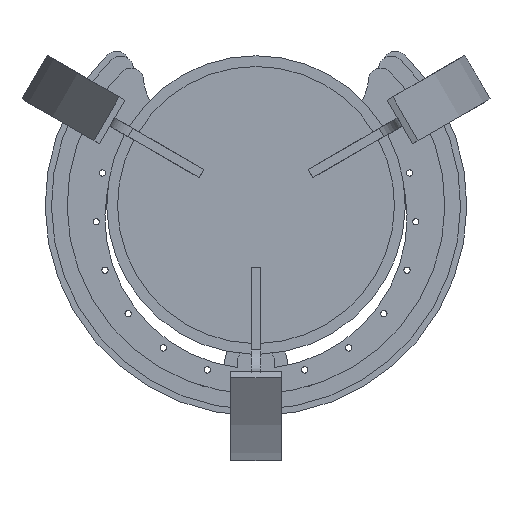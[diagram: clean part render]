
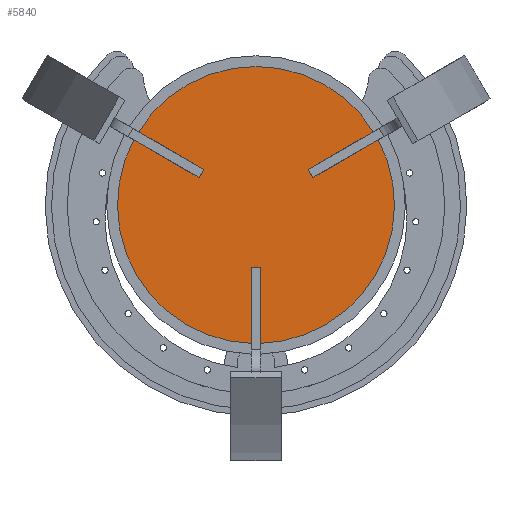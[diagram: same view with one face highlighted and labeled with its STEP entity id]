
A CAD part, front view. The second image highlights one B-rep face of the part: STEP entity #5840.
In plain terms, the highlighted planar face has unit normal (0, -1, 0).
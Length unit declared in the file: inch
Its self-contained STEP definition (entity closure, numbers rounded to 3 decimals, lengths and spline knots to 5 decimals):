
#749=CIRCLE('',#6442,11.);
#750=CIRCLE('',#6449,11.);
#751=CIRCLE('',#6456,11.);
#1043=FACE_OUTER_BOUND('',#1583,.T.);
#1583=EDGE_LOOP('',(#5315,#5316,#5317,#5318,#5319,#5320,#5321,#5322,#5323,
#5324,#5325,#5326));
#1993=LINE('',#9653,#2461);
#1998=LINE('',#9663,#2466);
#2004=LINE('',#9674,#2472);
#2015=LINE('',#9705,#2483);
#2019=LINE('',#9713,#2487);
#2023=LINE('',#9720,#2491);
#2028=LINE('',#9733,#2496);
#2030=LINE('',#9737,#2498);
#2036=LINE('',#9748,#2504);
#2461=VECTOR('',#8010,0.3937);
#2466=VECTOR('',#8019,0.3937);
#2472=VECTOR('',#8029,0.3937);
#2483=VECTOR('',#8054,0.3937);
#2487=VECTOR('',#8062,0.3937);
#2491=VECTOR('',#8070,0.3937);
#2496=VECTOR('',#8081,0.3937);
#2498=VECTOR('',#8085,0.3937);
#2504=VECTOR('',#8097,0.3937);
#3043=VERTEX_POINT('',#9650);
#3044=VERTEX_POINT('',#9652);
#3047=VERTEX_POINT('',#9662);
#3050=VERTEX_POINT('',#9672);
#3059=VERTEX_POINT('',#9694);
#3062=VERTEX_POINT('',#9702);
#3063=VERTEX_POINT('',#9704);
#3065=VERTEX_POINT('',#9712);
#3067=VERTEX_POINT('',#9722);
#3070=VERTEX_POINT('',#9730);
#3071=VERTEX_POINT('',#9732);
#3072=VERTEX_POINT('',#9736);
#3781=EDGE_CURVE('',#3044,#3043,#1993,.T.);
#3786=EDGE_CURVE('',#3043,#3047,#1998,.T.);
#3792=EDGE_CURVE('',#3047,#3050,#2004,.T.);
#3802=EDGE_CURVE('',#3059,#3044,#749,.T.);
#3807=EDGE_CURVE('',#3063,#3062,#2015,.T.);
#3811=EDGE_CURVE('',#3062,#3065,#2019,.T.);
#3815=EDGE_CURVE('',#3065,#3059,#2023,.T.);
#3816=EDGE_CURVE('',#3067,#3063,#750,.T.);
#3821=EDGE_CURVE('',#3071,#3070,#2028,.T.);
#3823=EDGE_CURVE('',#3070,#3072,#2030,.T.);
#3829=EDGE_CURVE('',#3072,#3067,#2036,.T.);
#3830=EDGE_CURVE('',#3050,#3071,#751,.T.);
#5315=ORIENTED_EDGE('',*,*,#3792,.T.);
#5316=ORIENTED_EDGE('',*,*,#3830,.T.);
#5317=ORIENTED_EDGE('',*,*,#3821,.T.);
#5318=ORIENTED_EDGE('',*,*,#3823,.T.);
#5319=ORIENTED_EDGE('',*,*,#3829,.T.);
#5320=ORIENTED_EDGE('',*,*,#3816,.T.);
#5321=ORIENTED_EDGE('',*,*,#3807,.T.);
#5322=ORIENTED_EDGE('',*,*,#3811,.T.);
#5323=ORIENTED_EDGE('',*,*,#3815,.T.);
#5324=ORIENTED_EDGE('',*,*,#3802,.T.);
#5325=ORIENTED_EDGE('',*,*,#3781,.T.);
#5326=ORIENTED_EDGE('',*,*,#3786,.T.);
#5543=PLANE('',#6455);
#5840=ADVANCED_FACE('',(#1043),#5543,.F.);
#6442=AXIS2_PLACEMENT_3D('',#9695,#8046,#8047);
#6449=AXIS2_PLACEMENT_3D('',#9723,#8073,#8074);
#6455=AXIS2_PLACEMENT_3D('',#9749,#8098,#8099);
#6456=AXIS2_PLACEMENT_3D('',#9750,#8100,#8101);
#8010=DIRECTION('',(0.866,0.,-0.5));
#8019=DIRECTION('',(-0.5,0.,-0.866));
#8029=DIRECTION('',(-0.866,0.,0.5));
#8046=DIRECTION('center_axis',(0.,-1.,0.));
#8047=DIRECTION('ref_axis',(-1.,0.,0.));
#8054=DIRECTION('',(-0.866,0.,-0.5));
#8062=DIRECTION('',(-0.5,0.,0.866));
#8070=DIRECTION('',(0.866,0.,0.5));
#8073=DIRECTION('center_axis',(0.,-1.,0.));
#8074=DIRECTION('ref_axis',(-1.,0.,0.));
#8081=DIRECTION('',(0.,0.,1.));
#8085=DIRECTION('',(1.,0.,0.));
#8097=DIRECTION('',(0.,0.,-1.));
#8098=DIRECTION('center_axis',(0.,1.,0.));
#8099=DIRECTION('ref_axis',(-1.,0.,0.));
#8100=DIRECTION('center_axis',(0.,-1.,0.));
#8101=DIRECTION('ref_axis',(-1.,0.,0.));
#9650=CARTESIAN_POINT('',(-4.20513,11.175,2.71651));
#9652=CARTESIAN_POINT('',(-9.39882,11.175,5.71509));
#9653=CARTESIAN_POINT('',(-3.66386,11.175,2.40401));
#9662=CARTESIAN_POINT('',(-4.45513,11.175,2.28349));
#9663=CARTESIAN_POINT('',(-4.33013,11.175,2.5));
#9672=CARTESIAN_POINT('',(-9.64882,11.175,5.28207));
#9674=CARTESIAN_POINT('',(-3.91386,11.175,1.97099));
#9694=CARTESIAN_POINT('',(9.39882,11.175,5.71509));
#9695=CARTESIAN_POINT('Origin',(0.,11.175,0.));
#9702=CARTESIAN_POINT('',(4.45513,11.175,2.28349));
#9704=CARTESIAN_POINT('',(9.64882,11.175,5.28207));
#9705=CARTESIAN_POINT('',(3.91386,11.175,1.97099));
#9712=CARTESIAN_POINT('',(4.20513,11.175,2.71651));
#9713=CARTESIAN_POINT('',(4.33013,11.175,2.5));
#9720=CARTESIAN_POINT('',(3.66386,11.175,2.40401));
#9722=CARTESIAN_POINT('',(0.25,11.175,-10.99716));
#9723=CARTESIAN_POINT('Origin',(0.,11.175,0.));
#9730=CARTESIAN_POINT('',(-0.25,11.175,-5.));
#9732=CARTESIAN_POINT('',(-0.25,11.175,-10.99716));
#9733=CARTESIAN_POINT('',(-0.25,11.175,-4.375));
#9736=CARTESIAN_POINT('',(0.25,11.175,-5.));
#9737=CARTESIAN_POINT('',(0.,11.175,-5.));
#9748=CARTESIAN_POINT('',(0.25,11.175,-4.375));
#9749=CARTESIAN_POINT('Origin',(0.,11.175,0.));
#9750=CARTESIAN_POINT('Origin',(0.,11.175,0.));
